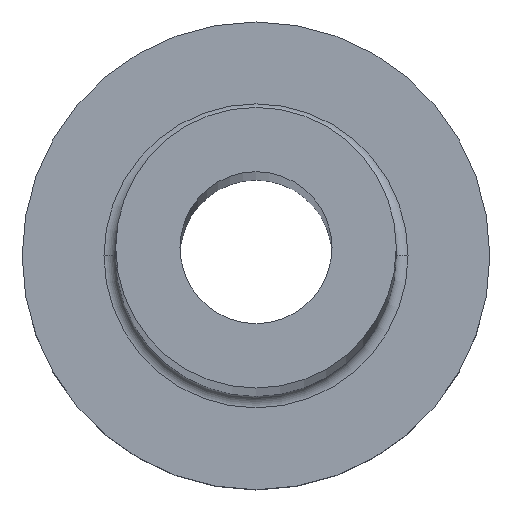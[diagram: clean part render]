
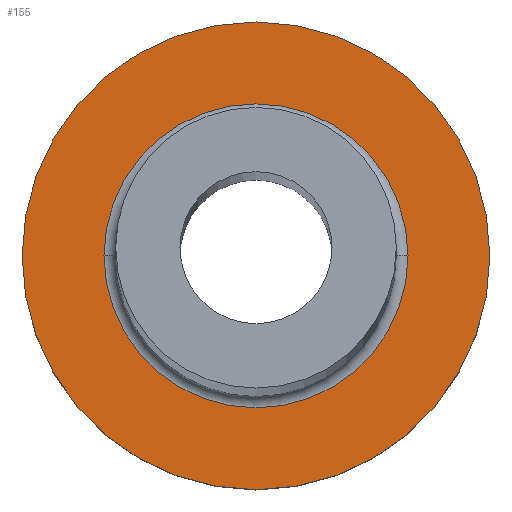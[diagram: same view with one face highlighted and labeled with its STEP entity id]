
A CAD part, top view. The second image highlights one B-rep face of the part: STEP entity #155.
In plain terms, the highlighted planar face has unit normal (0, 0, 1).
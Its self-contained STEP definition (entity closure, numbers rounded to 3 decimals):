
#9 = DIRECTION ( 'NONE',  ( 1., 0., 0. ) ) ;
#13 = DIRECTION ( 'NONE',  ( 0., 0., -1. ) ) ;
#20 = CARTESIAN_POINT ( 'NONE',  ( -10., 0., 7. ) ) ;
#30 = CIRCLE ( 'NONE', #322, 6.5 ) ;
#33 = VERTEX_POINT ( 'NONE', #199 ) ;
#57 = EDGE_CURVE ( 'NONE', #33, #161, #127, .T. ) ;
#66 = EDGE_LOOP ( 'NONE', ( #90, #352 ) ) ;
#67 = CIRCLE ( 'NONE', #380, 6.5 ) ;
#80 = CARTESIAN_POINT ( 'NONE',  ( 0., 0., 7. ) ) ;
#84 = AXIS2_PLACEMENT_3D ( 'NONE', #261, #341, #173 ) ;
#90 = ORIENTED_EDGE ( 'NONE', *, *, #349, .T. ) ;
#110 = FACE_OUTER_BOUND ( 'NONE', #369, .T. ) ;
#112 = CIRCLE ( 'NONE', #84, 10. ) ;
#113 = FACE_BOUND ( 'NONE', #66, .T. ) ;
#124 = VERTEX_POINT ( 'NONE', #202 ) ;
#127 = CIRCLE ( 'NONE', #152, 10. ) ;
#133 = CARTESIAN_POINT ( 'NONE',  ( 6.5, 0., 7. ) ) ;
#138 = EDGE_CURVE ( 'NONE', #161, #33, #112, .T. ) ;
#152 = AXIS2_PLACEMENT_3D ( 'NONE', #195, #305, #368 ) ;
#155 = ADVANCED_FACE ( 'NONE', ( #113, #110 ), #288, .T. ) ;
#161 = VERTEX_POINT ( 'NONE', #20 ) ;
#173 = DIRECTION ( 'NONE',  ( 1., 0., 0. ) ) ;
#193 = CARTESIAN_POINT ( 'NONE',  ( 0., 0., 7. ) ) ;
#195 = CARTESIAN_POINT ( 'NONE',  ( 0., 0., 7. ) ) ;
#199 = CARTESIAN_POINT ( 'NONE',  ( 10., 0., 7. ) ) ;
#202 = CARTESIAN_POINT ( 'NONE',  ( -6.5, 0., 7. ) ) ;
#204 = DIRECTION ( 'NONE',  ( 0., 0., 1. ) ) ;
#207 = AXIS2_PLACEMENT_3D ( 'NONE', #80, #204, #314 ) ;
#230 = EDGE_CURVE ( 'NONE', #124, #325, #30, .T. ) ;
#240 = ORIENTED_EDGE ( 'NONE', *, *, #57, .T. ) ;
#253 = DIRECTION ( 'NONE',  ( 0., 0., -1. ) ) ;
#261 = CARTESIAN_POINT ( 'NONE',  ( 0., 0., 7. ) ) ;
#265 = ORIENTED_EDGE ( 'NONE', *, *, #138, .T. ) ;
#274 = DIRECTION ( 'NONE',  ( 1., 0., 0. ) ) ;
#288 = PLANE ( 'NONE',  #207 ) ;
#301 = CARTESIAN_POINT ( 'NONE',  ( 0., 0., 7. ) ) ;
#305 = DIRECTION ( 'NONE',  ( 0., 0., 1. ) ) ;
#314 = DIRECTION ( 'NONE',  ( 1., 0., 0. ) ) ;
#322 = AXIS2_PLACEMENT_3D ( 'NONE', #193, #13, #9 ) ;
#325 = VERTEX_POINT ( 'NONE', #133 ) ;
#341 = DIRECTION ( 'NONE',  ( 0., 0., 1. ) ) ;
#349 = EDGE_CURVE ( 'NONE', #325, #124, #67, .T. ) ;
#352 = ORIENTED_EDGE ( 'NONE', *, *, #230, .T. ) ;
#368 = DIRECTION ( 'NONE',  ( 1., 0., 0. ) ) ;
#369 = EDGE_LOOP ( 'NONE', ( #265, #240 ) ) ;
#380 = AXIS2_PLACEMENT_3D ( 'NONE', #301, #253, #274 ) ;
